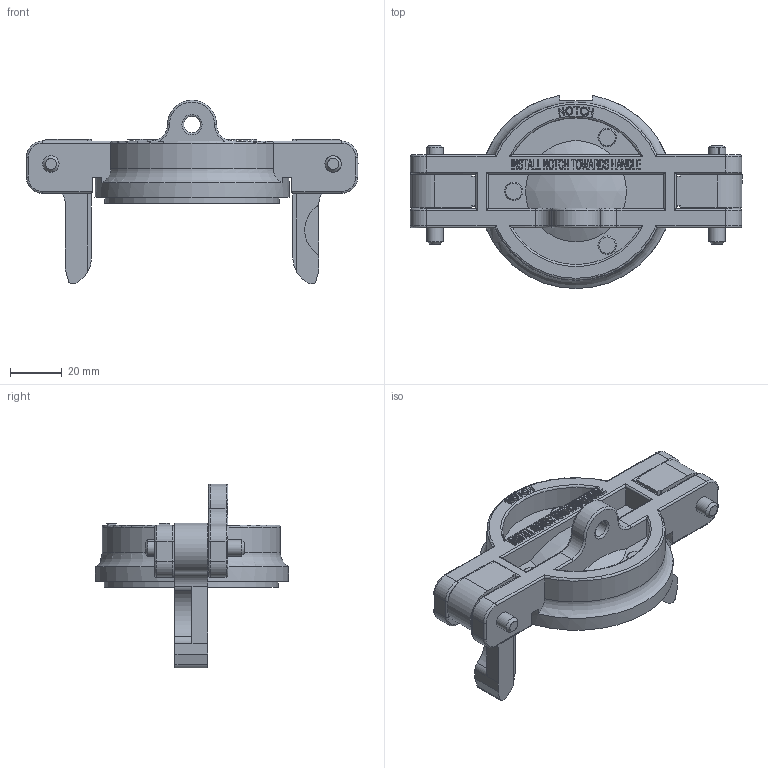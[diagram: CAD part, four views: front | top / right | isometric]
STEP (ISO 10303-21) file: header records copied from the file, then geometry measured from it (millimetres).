
FILE_DESCRIPTION(/* description */ (''),/* implementation_level */ '2;1');
FILE_NAME(/* name */ 'DM200APL.stp',/* time_stamp */ '2016-06-03T14:23:17-04:00',/* author */ ('areid'),/* organization */ (''),/* preprocessor_version */ 'ST-DEVELOPER v16.1',/* originating_system */ 'Autodesk Inventor 2016',/* authorisation */ '');
FILE_SCHEMA (('AUTOMOTIVE_DESIGN { 1 0 10303 214 3 1 1 }'));
Length unit declared in the file: inch
Products named in the file (8): DB20312AX; DB20312AY; DB20312AP; DB20311V; DB20314; DM20300; 200P; DM200APL
Assembly tree (9 placements, depth 4):
  DM200APL
    DB20312AP
      DB20312AY
        DB20312AX
    DB20311V
    DB20314
    DM20300  x2
    200P  x2
Bounding box: 128.78 x 74.9 x 71.28 mm (x, y, z)
Volume: 104904.8 mm3; surface area: 48321.7 mm2
Topology: 7 solids, 7 shells, 668 faces, 1711 edges, 1112 vertices
Faces by surface type: plane 383, bspline 119, cylinder 110, torus 38, cone 12, sphere 6
Full cylindrical faces by diameter (mm): 3.175 x3, 6.325 x2, 6.35 x5, 6.502 x2, 7.112 x3, 55.575 x1, 55.753 x1, 61.722 x1, 61.925 x1, 67.564 x2, 69.088 x1
Entity records: 19232 total; most frequent: CARTESIAN_POINT 4829, ORIENTED_EDGE 3110, DIRECTION 2537, EDGE_CURVE 1555, LINE 1043, VECTOR 1043, VERTEX_POINT 1033, AXIS2_PLACEMENT_3D 747
